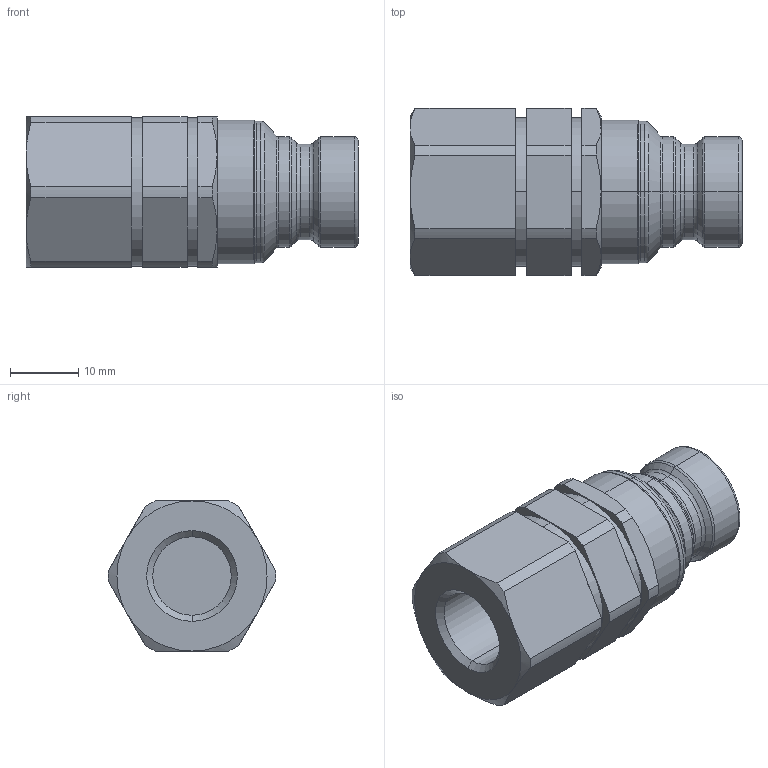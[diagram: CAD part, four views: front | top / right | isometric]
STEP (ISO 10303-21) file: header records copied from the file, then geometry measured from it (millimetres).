
FILE_DESCRIPTION (( 'STEP AP214' ), '1' );
FILE_NAME ('IF2520 RV.STEP', '2014-02-24T12:29:15', ( 'admin' ), ( 'Microsoft' ), 'SwSTEP 2.0', 'SolidWorks 2009', '' );
FILE_SCHEMA (( 'AUTOMOTIVE_DESIGN' ));
Length unit declared in the file: millimetre
Products named in the file (1): IF2520 RV
Bounding box: 48.65 x 24.49 x 22 mm (x, y, z)
Volume: 14986.5 mm3; surface area: 4706.4 mm2
Topology: 1 solids, 1 shells, 106 faces, 240 edges, 144 vertices
Faces by surface type: cylinder 34, plane 28, cone 26, torus 18
Entity records: 4243 total; most frequent: CARTESIAN_POINT 627, DIRECTION 556, ORIENTED_EDGE 480, EDGE_CURVE 240, AXIS2_PLACEMENT_3D 233, VERTEX_POINT 144, CIRCLE 126, EDGE_LOOP 114
